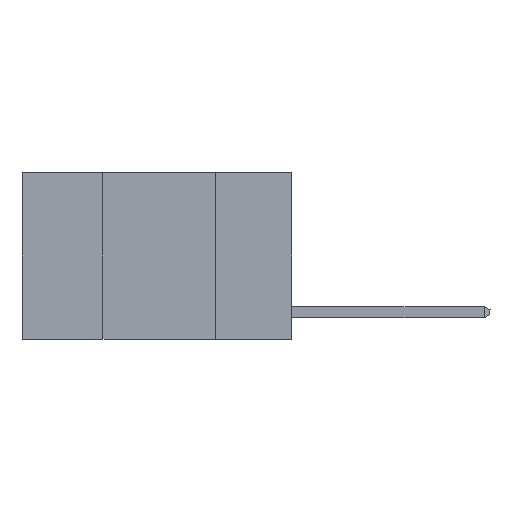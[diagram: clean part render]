
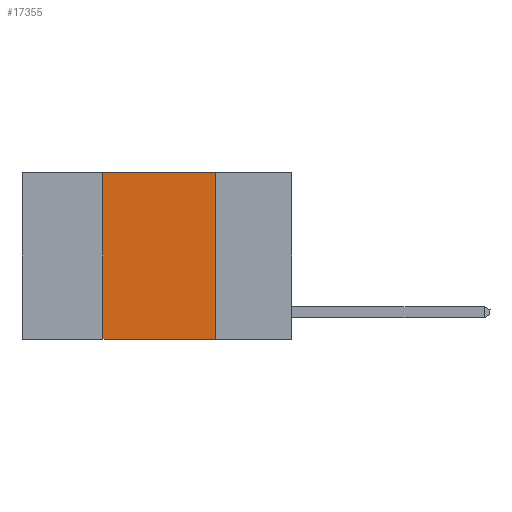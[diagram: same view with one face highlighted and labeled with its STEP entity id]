
A CAD part, left-side view. The second image highlights one B-rep face of the part: STEP entity #17355.
In plain terms, the highlighted planar face has unit normal (-1, 0, 0).
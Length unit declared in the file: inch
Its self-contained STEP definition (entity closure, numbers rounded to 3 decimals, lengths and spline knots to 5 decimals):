
#646 = LINE ( 'NONE', #15448, #17565 ) ;
#1606 = DIRECTION ( 'NONE',  ( 0., -1., 0. ) ) ;
#2215 = CARTESIAN_POINT ( 'NONE',  ( 0., 0.42, -0.37 ) ) ;
#2787 = CARTESIAN_POINT ( 'NONE',  ( 0., 0.42, 0. ) ) ;
#3131 = DIRECTION ( 'NONE',  ( 0., 0., -1. ) ) ;
#3132 = LINE ( 'NONE', #8110, #11038 ) ;
#3968 = ORIENTED_EDGE ( 'NONE', *, *, #16055, .F. ) ;
#4456 = VECTOR ( 'NONE', #1606, 39.37008 ) ;
#4934 = AXIS2_PLACEMENT_3D ( 'NONE', #10002, #14240, #3131 ) ;
#6159 = VERTEX_POINT ( 'NONE', #2787 ) ;
#7171 = PLANE ( 'NONE',  #4934 ) ;
#7246 = LINE ( 'NONE', #16106, #10761 ) ;
#7830 = ORIENTED_EDGE ( 'NONE', *, *, #12777, .T. ) ;
#8110 = CARTESIAN_POINT ( 'NONE',  ( 0., 0.17, 0. ) ) ;
#8160 = FACE_OUTER_BOUND ( 'NONE', #12114, .T. ) ;
#9266 = LINE ( 'NONE', #15539, #4456 ) ;
#9968 = DIRECTION ( 'NONE',  ( 0., -1., 0. ) ) ;
#10002 = CARTESIAN_POINT ( 'NONE',  ( 0., 0.6, 0. ) ) ;
#10220 = ORIENTED_EDGE ( 'NONE', *, *, #10685, .F. ) ;
#10685 = EDGE_CURVE ( 'NONE', #15976, #15552, #3132, .T. ) ;
#10761 = VECTOR ( 'NONE', #17827, 39.37008 ) ;
#11038 = VECTOR ( 'NONE', #15362, 39.37008 ) ;
#11915 = EDGE_CURVE ( 'NONE', #13925, #6159, #7246, .T. ) ;
#12114 = EDGE_LOOP ( 'NONE', ( #10220, #3968, #14277, #7830 ) ) ;
#12777 = EDGE_CURVE ( 'NONE', #13925, #15552, #646, .T. ) ;
#13925 = VERTEX_POINT ( 'NONE', #2215 ) ;
#14026 = CARTESIAN_POINT ( 'NONE',  ( 0., 0.17, -0.37 ) ) ;
#14240 = DIRECTION ( 'NONE',  ( 1., 0., 0. ) ) ;
#14277 = ORIENTED_EDGE ( 'NONE', *, *, #11915, .F. ) ;
#15362 = DIRECTION ( 'NONE',  ( 0., 0., -1. ) ) ;
#15448 = CARTESIAN_POINT ( 'NONE',  ( 0., 0.6, -0.37 ) ) ;
#15539 = CARTESIAN_POINT ( 'NONE',  ( 0., 0.6, 0. ) ) ;
#15552 = VERTEX_POINT ( 'NONE', #14026 ) ;
#15976 = VERTEX_POINT ( 'NONE', #16545 ) ;
#16055 = EDGE_CURVE ( 'NONE', #6159, #15976, #9266, .T. ) ;
#16106 = CARTESIAN_POINT ( 'NONE',  ( 0., 0.42, 0. ) ) ;
#16545 = CARTESIAN_POINT ( 'NONE',  ( 0., 0.17, 0. ) ) ;
#17355 = ADVANCED_FACE ( 'NONE', ( #8160 ), #7171, .F. ) ;
#17565 = VECTOR ( 'NONE', #9968, 39.37008 ) ;
#17827 = DIRECTION ( 'NONE',  ( 0., 0., 1. ) ) ;
